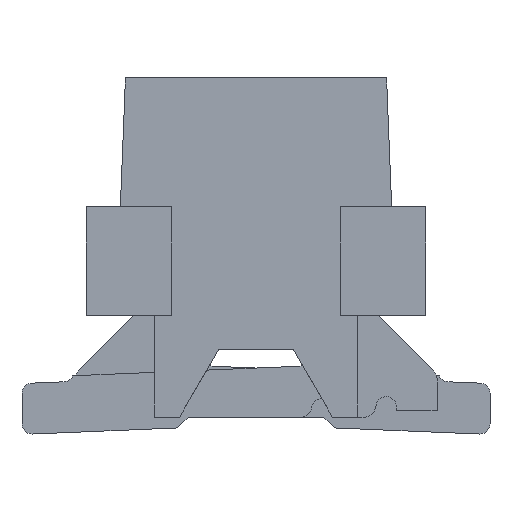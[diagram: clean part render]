
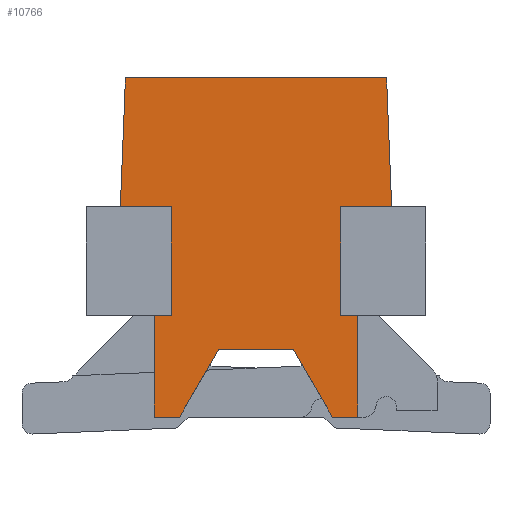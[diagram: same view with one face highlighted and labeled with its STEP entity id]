
A CAD part, left-side view. The second image highlights one B-rep face of the part: STEP entity #10766.
In plain terms, the highlighted planar face has unit normal (-1, 0, 0).
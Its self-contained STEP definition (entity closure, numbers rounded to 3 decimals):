
#278=DIRECTION('',(0.,0.,1.));
#279=VECTOR('',#278,1.6);
#280=CARTESIAN_POINT('',(-4.075,-1.25,1.75));
#281=LINE('',#280,#279);
#285=DIRECTION('',(0.,1.,0.));
#286=VECTOR('',#285,0.25);
#287=CARTESIAN_POINT('',(-4.075,-1.5,1.75));
#288=LINE('',#287,#286);
#320=DIRECTION('',(0.,1.,0.));
#321=VECTOR('',#320,0.25);
#322=CARTESIAN_POINT('',(-4.075,1.25,1.75));
#323=LINE('',#322,#321);
#2348=DIRECTION('',(0.,0.,1.));
#2349=VECTOR('',#2348,1.5);
#2350=CARTESIAN_POINT('',(-4.075,1.5,0.25));
#2351=LINE('',#2350,#2349);
#2355=DIRECTION('',(0.,1.,0.));
#2356=VECTOR('',#2355,0.75);
#2357=CARTESIAN_POINT('',(-4.075,-2.,3.35));
#2358=LINE('',#2357,#2356);
#2362=DIRECTION('',(0.,0.5,0.866));
#2363=VECTOR('',#2362,1.155);
#2364=CARTESIAN_POINT('',(-4.075,-1.127,0.25));
#2365=LINE('',#2364,#2363);
#2369=DIRECTION('',(0.,0.5,-0.866));
#2370=VECTOR('',#2369,1.155);
#2371=CARTESIAN_POINT('',(-4.075,0.55,1.25));
#2372=LINE('',#2371,#2370);
#2376=DIRECTION('',(0.,1.,0.));
#2377=VECTOR('',#2376,0.75);
#2378=CARTESIAN_POINT('',(-4.075,1.25,3.35));
#2379=LINE('',#2378,#2377);
#2383=DIRECTION('',(0.,-0.039,0.999));
#2384=VECTOR('',#2383,1.901);
#2385=CARTESIAN_POINT('',(-4.075,2.,3.35));
#2386=LINE('',#2385,#2384);
#2390=DIRECTION('',(0.,-0.039,-0.999));
#2391=VECTOR('',#2390,1.901);
#2392=CARTESIAN_POINT('',(-4.075,-1.925,5.25));
#2393=LINE('',#2392,#2391);
#2397=DIRECTION('',(0.,0.,-1.));
#2398=VECTOR('',#2397,1.5);
#2399=CARTESIAN_POINT('',(-4.075,-1.5,1.75));
#2400=LINE('',#2399,#2398);
#2411=DIRECTION('',(0.,1.,0.));
#2412=VECTOR('',#2411,0.373);
#2413=CARTESIAN_POINT('',(-4.075,-1.5,0.25));
#2414=LINE('',#2413,#2412);
#2513=DIRECTION('',(0.,1.,0.));
#2514=VECTOR('',#2513,1.1);
#2515=CARTESIAN_POINT('',(-4.075,-0.55,1.25));
#2516=LINE('',#2515,#2514);
#2541=DIRECTION('',(0.,1.,0.));
#2542=VECTOR('',#2541,0.373);
#2543=CARTESIAN_POINT('',(-4.075,1.127,0.25));
#2544=LINE('',#2543,#2542);
#3861=DIRECTION('',(0.,0.,-1.));
#3862=VECTOR('',#3861,1.6);
#3863=CARTESIAN_POINT('',(-4.075,1.25,3.35));
#3864=LINE('',#3863,#3862);
#4282=DIRECTION('',(0.,-1.,0.));
#4283=VECTOR('',#4282,3.85);
#4284=CARTESIAN_POINT('',(-4.075,1.925,5.25));
#4285=LINE('',#4284,#4283);
#7282=CARTESIAN_POINT('',(-4.075,-1.25,3.35));
#7283=VERTEX_POINT('',#7282);
#7284=CARTESIAN_POINT('',(-4.075,-2.,3.35));
#7285=VERTEX_POINT('',#7284);
#7322=CARTESIAN_POINT('',(-4.075,2.,3.35));
#7323=VERTEX_POINT('',#7322);
#7324=CARTESIAN_POINT('',(-4.075,1.25,3.35));
#7325=VERTEX_POINT('',#7324);
#7358=CARTESIAN_POINT('',(-4.075,-1.925,5.25));
#7359=VERTEX_POINT('',#7358);
#7368=CARTESIAN_POINT('',(-4.075,1.925,5.25));
#7369=VERTEX_POINT('',#7368);
#7370=CARTESIAN_POINT('',(-4.075,1.25,1.75));
#7371=VERTEX_POINT('',#7370);
#7372=CARTESIAN_POINT('',(-4.075,1.5,1.75));
#7373=VERTEX_POINT('',#7372);
#7374=CARTESIAN_POINT('',(-4.075,1.5,0.25));
#7375=VERTEX_POINT('',#7374);
#7376=CARTESIAN_POINT('',(-4.075,1.127,0.25));
#7377=VERTEX_POINT('',#7376);
#7378=CARTESIAN_POINT('',(-4.075,0.55,1.25));
#7379=VERTEX_POINT('',#7378);
#7380=CARTESIAN_POINT('',(-4.075,-0.55,1.25));
#7381=VERTEX_POINT('',#7380);
#7382=CARTESIAN_POINT('',(-4.075,-1.127,0.25));
#7383=VERTEX_POINT('',#7382);
#7384=CARTESIAN_POINT('',(-4.075,-1.5,0.25));
#7385=VERTEX_POINT('',#7384);
#7386=CARTESIAN_POINT('',(-4.075,-1.5,1.75));
#7387=VERTEX_POINT('',#7386);
#7388=CARTESIAN_POINT('',(-4.075,-1.25,1.75));
#7389=VERTEX_POINT('',#7388);
#10733=CARTESIAN_POINT('',(-4.075,0.,2.75));
#10734=DIRECTION('',(1.,0.,0.));
#10735=DIRECTION('',(0.,1.,0.));
#10736=AXIS2_PLACEMENT_3D('',#10733,#10734,#10735);
#10737=PLANE('',#10736);
#10738=ORIENTED_EDGE('',*,*,#8768,.T.);
#10739=ORIENTED_EDGE('',*,*,#8797,.F.);
#10740=ORIENTED_EDGE('',*,*,#8815,.F.);
#10742=ORIENTED_EDGE('',*,*,#10741,.T.);
#10744=ORIENTED_EDGE('',*,*,#10743,.T.);
#10746=ORIENTED_EDGE('',*,*,#10745,.T.);
#10748=ORIENTED_EDGE('',*,*,#10747,.T.);
#10750=ORIENTED_EDGE('',*,*,#10749,.T.);
#10752=ORIENTED_EDGE('',*,*,#10751,.T.);
#10753=ORIENTED_EDGE('',*,*,#10724,.T.);
#10754=ORIENTED_EDGE('',*,*,#8828,.F.);
#10756=ORIENTED_EDGE('',*,*,#10755,.F.);
#10758=ORIENTED_EDGE('',*,*,#10757,.T.);
#10760=ORIENTED_EDGE('',*,*,#10759,.T.);
#10762=ORIENTED_EDGE('',*,*,#10761,.T.);
#10763=ORIENTED_EDGE('',*,*,#8693,.T.);
#10764=EDGE_LOOP('',(#10738,#10739,#10740,#10742,#10744,#10746,#10748,#10750,
#10752,#10753,#10754,#10756,#10758,#10760,#10762,#10763));
#10765=FACE_OUTER_BOUND('',#10764,.F.);
#10766=ADVANCED_FACE('',(#10765),#10737,.F.);
#8693=EDGE_CURVE('',#7359,#7285,#2393,.T.);
#8768=EDGE_CURVE('',#7285,#7283,#2358,.T.);
#8797=EDGE_CURVE('',#7389,#7283,#281,.T.);
#8815=EDGE_CURVE('',#7387,#7389,#288,.T.);
#8828=EDGE_CURVE('',#7371,#7373,#323,.T.);
#10724=EDGE_CURVE('',#7375,#7373,#2351,.T.);
#10741=EDGE_CURVE('',#7387,#7385,#2400,.T.);
#10743=EDGE_CURVE('',#7385,#7383,#2414,.T.);
#10745=EDGE_CURVE('',#7383,#7381,#2365,.T.);
#10747=EDGE_CURVE('',#7381,#7379,#2516,.T.);
#10749=EDGE_CURVE('',#7379,#7377,#2372,.T.);
#10751=EDGE_CURVE('',#7377,#7375,#2544,.T.);
#10755=EDGE_CURVE('',#7325,#7371,#3864,.T.);
#10757=EDGE_CURVE('',#7325,#7323,#2379,.T.);
#10759=EDGE_CURVE('',#7323,#7369,#2386,.T.);
#10761=EDGE_CURVE('',#7369,#7359,#4285,.T.);
